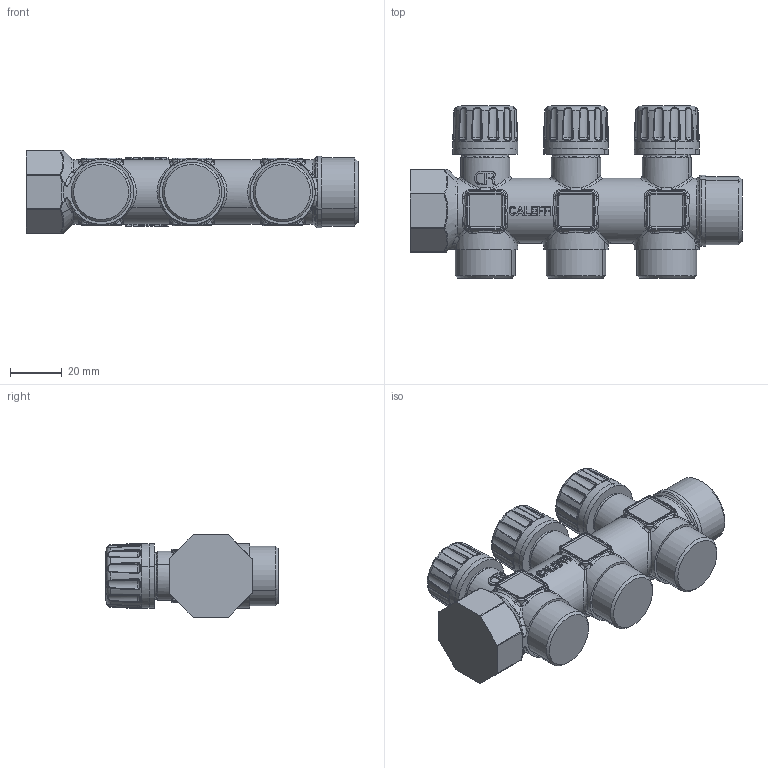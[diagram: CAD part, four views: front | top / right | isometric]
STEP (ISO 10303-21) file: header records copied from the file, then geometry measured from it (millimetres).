
FILE_DESCRIPTION(('CATIA V5 STEP Exchange'),'2;1');
FILE_NAME('STEP_354053_-_TST.stp','2017-03-24T15:54:05+00:00',('none'),('none'),'CATIA Version 5-6 Release 2014 SP5','CATIA V5 STEP AP203','none');
FILE_SCHEMA(('CONFIG_CONTROL_DESIGN'));
Products named in the file (1): 354053 - TST
Bounding box: 128 x 66.41 x 32 mm (x, y, z)
Volume: 124778.9 mm3; surface area: 24174.5 mm2
Topology: 1 solids, 1 shells, 1490 faces, 3568 edges, 2082 vertices
Faces by surface type: bspline 539, cylinder 281, plane 214, torus 187, cone 99, extrusion 80, sphere 54, revolution 36
Entity records: 72609 total; most frequent: CARTESIAN_POINT 45370, ORIENTED_EDGE 7064, EDGE_CURVE 3532, DIRECTION 2832, VERTEX_POINT 2082, B_SPLINE_CURVE_WITH_KNOTS 1966, EDGE_LOOP 1528, ADVANCED_FACE 1490
